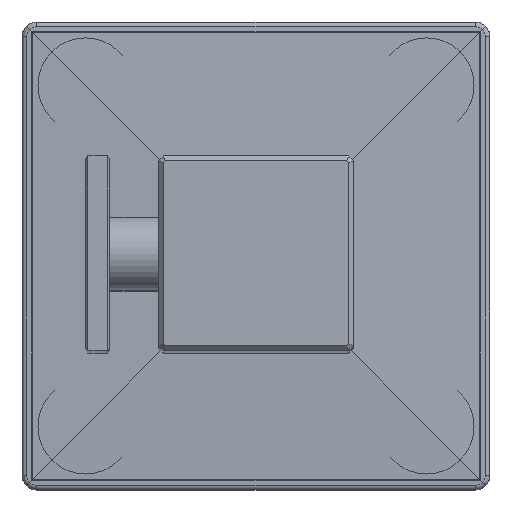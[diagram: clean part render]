
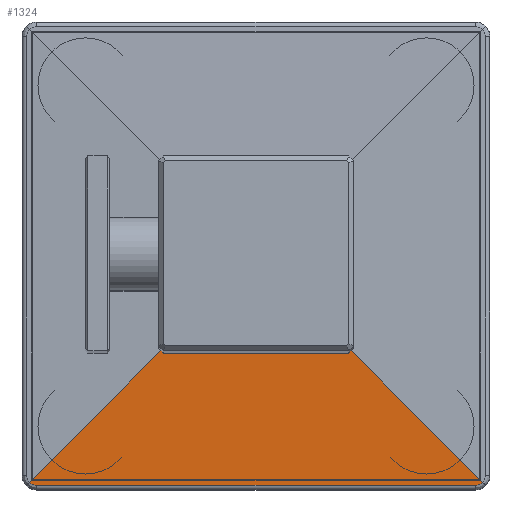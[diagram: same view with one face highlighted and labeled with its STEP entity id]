
A CAD part, top view. The second image highlights one B-rep face of the part: STEP entity #1324.
In plain terms, the highlighted planar face has unit normal (0, -0.036, 0.999).
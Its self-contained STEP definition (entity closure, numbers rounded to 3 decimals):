
#58=DIRECTION('',(-0.707,-0.707,-0.025));
#59=VECTOR('',#58,38.1);
#60=CARTESIAN_POINT('',(-19.5,-19.5,20.018));
#61=LINE('',#60,#59);
#71=CARTESIAN_POINT('',(-46.432,-46.432,19.056));
#210=CARTESIAN_POINT('',(45.,-47.036,19.034));
#211=CARTESIAN_POINT('',(45.078,-47.036,19.034));
#212=CARTESIAN_POINT('',(45.232,-47.027,19.035));
#213=CARTESIAN_POINT('',(45.455,-46.988,19.036));
#214=CARTESIAN_POINT('',(45.674,-46.923,19.038));
#215=CARTESIAN_POINT('',(45.884,-46.835,19.042));
#216=CARTESIAN_POINT('',(46.082,-46.723,19.046));
#217=CARTESIAN_POINT('',(46.267,-46.589,19.05));
#218=CARTESIAN_POINT('',(46.379,-46.486,19.054));
#219=CARTESIAN_POINT('',(46.432,-46.432,19.056));
#221=DIRECTION('',(1.,0.,0.));
#222=VECTOR('',#221,90.);
#223=CARTESIAN_POINT('',(-45.,-47.036,19.034));
#224=LINE('',#223,#222);
#225=CARTESIAN_POINT('',(-46.432,-46.432,19.056));
#226=CARTESIAN_POINT('',(-46.379,-46.486,19.054));
#227=CARTESIAN_POINT('',(-46.268,-46.588,19.05));
#228=CARTESIAN_POINT('',(-46.085,-46.721,19.046));
#229=CARTESIAN_POINT('',(-45.888,-46.832,19.042));
#230=CARTESIAN_POINT('',(-45.68,-46.921,19.039));
#231=CARTESIAN_POINT('',(-45.464,-46.985,19.036));
#232=CARTESIAN_POINT('',(-45.237,-47.026,19.035));
#233=CARTESIAN_POINT('',(-45.08,-47.036,19.034));
#234=CARTESIAN_POINT('',(-45.,-47.036,19.034));
#303=DIRECTION('',(-0.707,0.707,0.025));
#304=VECTOR('',#303,38.1);
#305=CARTESIAN_POINT('',(46.432,-46.432,19.056));
#306=LINE('',#305,#304);
#491=DIRECTION('',(-0.707,-0.707,-0.025));
#492=VECTOR('',#491,0.707);
#493=CARTESIAN_POINT('',(19.5,-19.5,20.018));
#494=LINE('',#493,#492);
#511=DIRECTION('',(1.,0.,0.));
#512=VECTOR('',#511,38.);
#513=CARTESIAN_POINT('',(-19.,-20.,20.));
#514=LINE('',#513,#512);
#523=DIRECTION('',(-0.707,0.707,0.025));
#524=VECTOR('',#523,0.707);
#525=CARTESIAN_POINT('',(-19.,-20.,20.));
#526=LINE('',#525,#524);
#876=VERTEX_POINT('',#71);
#879=VERTEX_POINT('',#210);
#880=VERTEX_POINT('',#219);
#881=CARTESIAN_POINT('',(-45.,-47.036,19.034));
#882=VERTEX_POINT('',#881);
#891=CARTESIAN_POINT('',(-19.,-20.,20.));
#892=CARTESIAN_POINT('',(19.,-20.,20.));
#893=VERTEX_POINT('',#891);
#894=VERTEX_POINT('',#892);
#909=CARTESIAN_POINT('',(-19.5,-19.5,20.018));
#910=VERTEX_POINT('',#909);
#913=CARTESIAN_POINT('',(19.5,-19.5,20.018));
#914=VERTEX_POINT('',#913);
#1303=CARTESIAN_POINT('',(0.,-34.,19.5));
#1304=DIRECTION('',(0.,-0.036,0.999));
#1305=DIRECTION('',(0.,-0.999,-0.036));
#1306=AXIS2_PLACEMENT_3D('',#1303,#1304,#1305);
#1307=PLANE('',#1306);
#1309=ORIENTED_EDGE('',*,*,#1308,.F.);
#1311=ORIENTED_EDGE('',*,*,#1310,.F.);
#1312=ORIENTED_EDGE('',*,*,#1294,.F.);
#1313=ORIENTED_EDGE('',*,*,#1061,.F.);
#1315=ORIENTED_EDGE('',*,*,#1314,.F.);
#1317=ORIENTED_EDGE('',*,*,#1316,.T.);
#1319=ORIENTED_EDGE('',*,*,#1318,.F.);
#1321=ORIENTED_EDGE('',*,*,#1320,.F.);
#1322=EDGE_LOOP('',(#1309,#1311,#1312,#1313,#1315,#1317,#1319,#1321));
#1323=FACE_OUTER_BOUND('',#1322,.F.);
#220=B_SPLINE_CURVE_WITH_KNOTS('',3,(#210,#211,#212,#213,#214,#215,#216,#217,
#218,#219),.UNSPECIFIED.,.F.,.F.,(4,1,1,1,1,1,1,4),(0.,0.143,
0.286,0.429,0.571,0.714,
0.857,1.),.UNSPECIFIED.);
#235=B_SPLINE_CURVE_WITH_KNOTS('',3,(#225,#226,#227,#228,#229,#230,#231,#232,
#233,#234),.UNSPECIFIED.,.F.,.F.,(4,1,1,1,1,1,1,4),(0.,0.143,
0.286,0.429,0.571,0.714,
0.857,1.),.UNSPECIFIED.);
#1061=EDGE_CURVE('',#910,#876,#61,.T.);
#1294=EDGE_CURVE('',#876,#882,#235,.T.);
#1308=EDGE_CURVE('',#879,#880,#220,.T.);
#1310=EDGE_CURVE('',#882,#879,#224,.T.);
#1314=EDGE_CURVE('',#893,#910,#526,.T.);
#1316=EDGE_CURVE('',#893,#894,#514,.T.);
#1318=EDGE_CURVE('',#914,#894,#494,.T.);
#1320=EDGE_CURVE('',#880,#914,#306,.T.);
#1324=ADVANCED_FACE('',(#1323),#1307,.T.);
